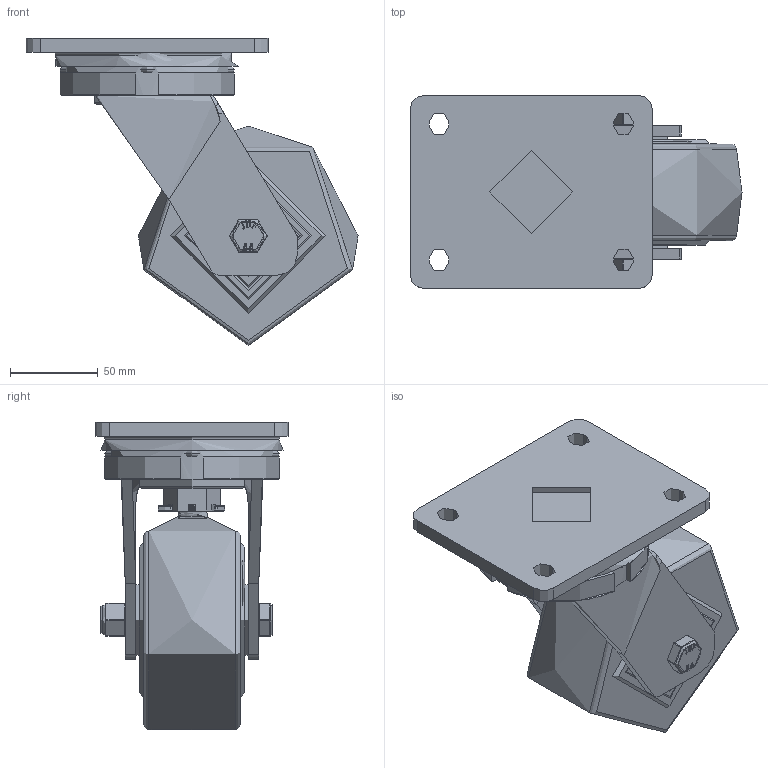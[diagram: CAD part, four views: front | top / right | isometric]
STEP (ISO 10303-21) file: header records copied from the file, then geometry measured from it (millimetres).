
FILE_DESCRIPTION(/* description */ ('','CAx-IF Rec.Pracs.---Representation and Presentation of Product Manufacturing Information (PMI)---4.0---2014-10-13'),/* implementation_level */ '2;1');
FILE_NAME(/* name */ 'BZSAB125MSTBJ.step',/* time_stamp */ '2025-03-05T15:04:24Z',/* author */ (''),/* organization */ (''),/* preprocessor_version */ 'ST-DEVELOPER v20',/* originating_system */ 'Autodesk Translation Framework v13.20.0.188',/* authorisation */ '');
FILE_SCHEMA (('AP242_MANAGED_MODEL_BASED_3D_ENGINEERING_MIM_LF { 1 0 10303 442 1 1 4 }'));
Products named in the file (20): BZSAB125MSTBJ; BZSAB125AS v1; FABRICATED STEEL TOP PLATE; FABRICATED STEEL TOP PLATE Geometry; NUT; FABRICATED STEEL FORKS; BEARING SEAL; WST125055K-United; STEEL WHEEL; 1; 1_1; BEARING SPACER; ZINC PLATED HEADED SPACER; ZINC PLATED HEADED SPACER (1); HEXBOLTM12X90Z8.8 v2; GRADE 8.8 ZINC PLATED BOLT; NYLOCM12Z14MM v1; NYLOC NUT; NUT (1); RUBBER
Assembly tree (19 placements, depth 4):
  BZSAB125MSTBJ
    BZSAB125AS v1
      FABRICATED STEEL TOP PLATE
        FABRICATED STEEL TOP PLATE Geometry
        NUT
      FABRICATED STEEL FORKS
      BEARING SEAL
    WST125055K-United
      STEEL WHEEL
      1
      1_1
      BEARING SPACER
    ZINC PLATED HEADED SPACER
    ZINC PLATED HEADED SPACER (1)
    HEXBOLTM12X90Z8.8 v2
      GRADE 8.8 ZINC PLATED BOLT
    NYLOCM12Z14MM v1
      NYLOC NUT
        NUT (1)
        RUBBER
Bounding box: 189 x 110 x 174.99 mm (x, y, z)
Volume: 1016858.1 mm3; surface area: 240515.5 mm2
Topology: 22 solids, 22 shells, 678 faces, 1639 edges, 1006 vertices
Faces by surface type: cylinder 257, plane 215, bspline 71, torus 60, sphere 52, cone 23
Full cylindrical faces by diameter (mm): 3.5 x1, 9.836 x16, 11.834 x16, 12 x3, 12.2 x2, 12.75 x2, 14 x2, 15 x15, 17.75 x1, 18.5 x2, 29.75 x2, 30 x2, 31 x1, 38 x1, 40 x2, 44.6 x4, 45.322 x4, 46.172 x4, 47 x3, 59.05 x4, 60 x1, 61.88 x4, 63.012 x4, 65 x1, 72 x4, 92.5 x2, 96 x1, 99.151 x1, 104 x1
Entity records: 41476 total; most frequent: CARTESIAN_POINT 25618, DIRECTION 3171, ORIENTED_EDGE 3154, EDGE_CURVE 1577, AXIS2_PLACEMENT_3D 1253, VERTEX_POINT 1006, EDGE_LOOP 793, FACE_OUTER_BOUND 678
